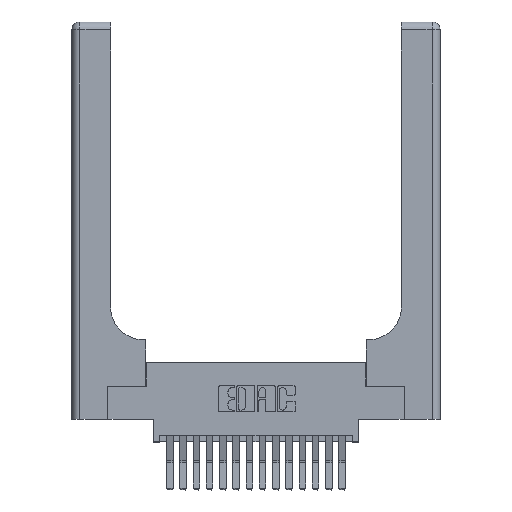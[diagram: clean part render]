
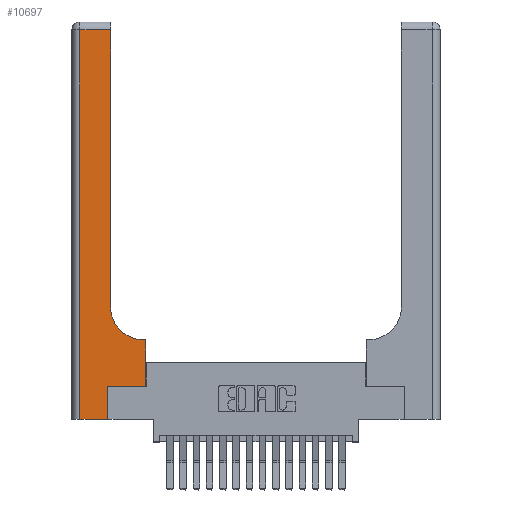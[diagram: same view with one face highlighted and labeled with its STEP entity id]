
A CAD part, top view. The second image highlights one B-rep face of the part: STEP entity #10697.
In plain terms, the highlighted planar face has unit normal (0, 0, 1).
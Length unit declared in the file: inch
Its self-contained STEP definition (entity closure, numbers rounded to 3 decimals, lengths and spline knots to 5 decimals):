
#208 = DIRECTION ( 'NONE',  ( 1., 0., 0. ) ) ;
#1211 = VERTEX_POINT ( 'NONE', #1992 ) ;
#1344 = EDGE_CURVE ( 'NONE', #2025, #9647, #7571, .T. ) ;
#1511 = CARTESIAN_POINT ( 'NONE',  ( 0.06, 3., 0.37 ) ) ;
#1615 = CARTESIAN_POINT ( 'NONE',  ( 0.2915, 0.6, 0.37 ) ) ;
#1833 = ORIENTED_EDGE ( 'NONE', *, *, #19400, .T. ) ;
#1992 = CARTESIAN_POINT ( 'NONE',  ( 0.5415, 0.6, 0.37 ) ) ;
#2025 = VERTEX_POINT ( 'NONE', #10309 ) ;
#2304 = PLANE ( 'NONE',  #3386 ) ;
#2551 = CARTESIAN_POINT ( 'NONE',  ( 0.2915, 2.94, 0.37 ) ) ;
#3238 = EDGE_CURVE ( 'NONE', #9647, #10370, #11635, .T. ) ;
#3375 = LINE ( 'NONE', #1615, #7002 ) ;
#3386 = AXIS2_PLACEMENT_3D ( 'NONE', #3865, #16218, #6970 ) ;
#3796 = DIRECTION ( 'NONE',  ( -1., 0., 0. ) ) ;
#3835 = LINE ( 'NONE', #18108, #7939 ) ;
#3865 = CARTESIAN_POINT ( 'NONE',  ( 0., 3., 0.37 ) ) ;
#4009 = CARTESIAN_POINT ( 'NONE',  ( 0.269, 0., 0.37 ) ) ;
#4203 = VERTEX_POINT ( 'NONE', #17079 ) ;
#4467 = CARTESIAN_POINT ( 'NONE',  ( 0.5585, 0.6, 0.37 ) ) ;
#4545 = EDGE_LOOP ( 'NONE', ( #5215, #7643, #15951, #14745, #1833, #20058, #17163, #16752, #14590 ) ) ;
#5215 = ORIENTED_EDGE ( 'NONE', *, *, #10359, .T. ) ;
#5292 = CARTESIAN_POINT ( 'NONE',  ( 0., 2.94, 0.37 ) ) ;
#5314 = DIRECTION ( 'NONE',  ( 0., 1., 0. ) ) ;
#5430 = CARTESIAN_POINT ( 'NONE',  ( 0.269, 0., 0.37 ) ) ;
#6428 = CARTESIAN_POINT ( 'NONE',  ( 0.2915, 0.85, 0.37 ) ) ;
#6654 = VECTOR ( 'NONE', #19884, 39.37008 ) ;
#6857 = CARTESIAN_POINT ( 'NONE',  ( 0.5585, 0.25, 0.37 ) ) ;
#6970 = DIRECTION ( 'NONE',  ( -1., 0., 0. ) ) ;
#7002 = VECTOR ( 'NONE', #10929, 39.37008 ) ;
#7272 = CARTESIAN_POINT ( 'NONE',  ( 0.5585, 0.25, 0.37 ) ) ;
#7500 = VECTOR ( 'NONE', #5314, 39.37008 ) ;
#7571 = LINE ( 'NONE', #19372, #14829 ) ;
#7643 = ORIENTED_EDGE ( 'NONE', *, *, #15512, .T. ) ;
#7939 = VECTOR ( 'NONE', #8857, 39.37008 ) ;
#8857 = DIRECTION ( 'NONE',  ( 1., 0., 0. ) ) ;
#9037 = FACE_OUTER_BOUND ( 'NONE', #4545, .T. ) ;
#9605 = DIRECTION ( 'NONE',  ( 0., 0., -1. ) ) ;
#9647 = VERTEX_POINT ( 'NONE', #7272 ) ;
#10103 = DIRECTION ( 'NONE',  ( 0., 1., 0. ) ) ;
#10309 = CARTESIAN_POINT ( 'NONE',  ( 0.269, 0.25, 0.37 ) ) ;
#10359 = EDGE_CURVE ( 'NONE', #11818, #18754, #14857, .T. ) ;
#10370 = VERTEX_POINT ( 'NONE', #4467 ) ;
#10492 = VECTOR ( 'NONE', #3796, 39.37008 ) ;
#10697 = ADVANCED_FACE ( 'NONE', ( #9037 ), #2304, .F. ) ;
#10828 = LINE ( 'NONE', #5430, #19022 ) ;
#10929 = DIRECTION ( 'NONE',  ( -1., 0., 0. ) ) ;
#11635 = LINE ( 'NONE', #6857, #7500 ) ;
#11818 = VERTEX_POINT ( 'NONE', #6428 ) ;
#12262 = CIRCLE ( 'NONE', #18356, 0.25 ) ;
#12393 = CARTESIAN_POINT ( 'NONE',  ( 0.06, 2.94, 0.37 ) ) ;
#13927 = DIRECTION ( 'NONE',  ( 0., -1., 0. ) ) ;
#14081 = EDGE_CURVE ( 'NONE', #4203, #18017, #3835, .T. ) ;
#14590 = ORIENTED_EDGE ( 'NONE', *, *, #19785, .T. ) ;
#14745 = ORIENTED_EDGE ( 'NONE', *, *, #14081, .T. ) ;
#14829 = VECTOR ( 'NONE', #19620, 39.37008 ) ;
#14857 = LINE ( 'NONE', #15215, #6654 ) ;
#15215 = CARTESIAN_POINT ( 'NONE',  ( 0.2915, 3., 0.37 ) ) ;
#15512 = EDGE_CURVE ( 'NONE', #18754, #15747, #18685, .T. ) ;
#15747 = VERTEX_POINT ( 'NONE', #12393 ) ;
#15951 = ORIENTED_EDGE ( 'NONE', *, *, #19669, .T. ) ;
#16218 = DIRECTION ( 'NONE',  ( 0., 0., -1. ) ) ;
#16752 = ORIENTED_EDGE ( 'NONE', *, *, #17668, .T. ) ;
#17079 = CARTESIAN_POINT ( 'NONE',  ( 0.06, 0., 0.37 ) ) ;
#17163 = ORIENTED_EDGE ( 'NONE', *, *, #3238, .T. ) ;
#17668 = EDGE_CURVE ( 'NONE', #10370, #1211, #3375, .T. ) ;
#17801 = VECTOR ( 'NONE', #13927, 39.37008 ) ;
#18017 = VERTEX_POINT ( 'NONE', #4009 ) ;
#18108 = CARTESIAN_POINT ( 'NONE',  ( 0., 0., 0.37 ) ) ;
#18356 = AXIS2_PLACEMENT_3D ( 'NONE', #18842, #9605, #208 ) ;
#18685 = LINE ( 'NONE', #5292, #10492 ) ;
#18754 = VERTEX_POINT ( 'NONE', #2551 ) ;
#18770 = LINE ( 'NONE', #1511, #17801 ) ;
#18842 = CARTESIAN_POINT ( 'NONE',  ( 0.5415, 0.85, 0.37 ) ) ;
#19022 = VECTOR ( 'NONE', #10103, 39.37008 ) ;
#19372 = CARTESIAN_POINT ( 'NONE',  ( 0.269, 0.25, 0.37 ) ) ;
#19400 = EDGE_CURVE ( 'NONE', #18017, #2025, #10828, .T. ) ;
#19620 = DIRECTION ( 'NONE',  ( 1., 0., 0. ) ) ;
#19669 = EDGE_CURVE ( 'NONE', #15747, #4203, #18770, .T. ) ;
#19785 = EDGE_CURVE ( 'NONE', #1211, #11818, #12262, .T. ) ;
#19884 = DIRECTION ( 'NONE',  ( 0., 1., 0. ) ) ;
#20058 = ORIENTED_EDGE ( 'NONE', *, *, #1344, .T. ) ;
